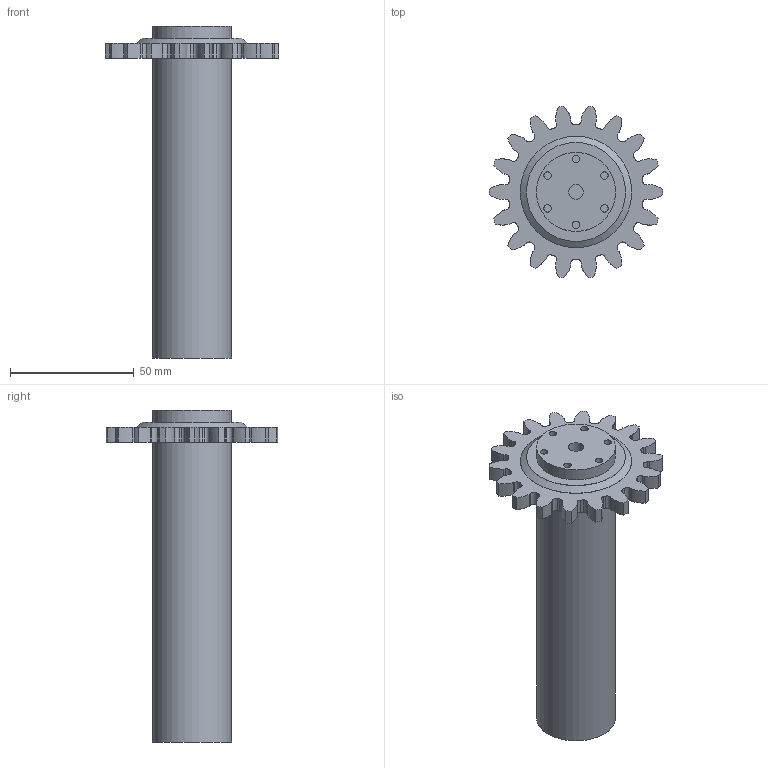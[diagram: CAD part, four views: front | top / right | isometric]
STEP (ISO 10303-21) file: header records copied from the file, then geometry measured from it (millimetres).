
FILE_DESCRIPTION(/* description */ ('','CAx-IF Rec.Pracs.---Representation and Presentation of Product Manufacturing Information (PMI)---4.0---2014-10-13'),/* implementation_level */ '2;1');
FILE_NAME(/* name */ 'gear stamp.step',/* time_stamp */ '2025-02-21T11:01:52+08:00',/* author */ (''),/* organization */ (''),/* preprocessor_version */ 'ST-DEVELOPER v20',/* originating_system */ 'Autodesk Translation Framework v13.20.0.188',/* authorisation */ '');
FILE_SCHEMA (('AP242_MANAGED_MODEL_BASED_3D_ENGINEERING_MIM_LF { 1 0 10303 442 1 1 4 }'));
Length unit declared in the file: millimetre
Products named in the file (3): redirection of arm test rig latest; Spur Gear (18 teeth); flange connector v2
Assembly tree (2 placements, depth 2):
  redirection of arm test rig latest
    Spur Gear (18 teeth)
    flange connector v2
Bounding box: 70 x 69.31 x 134 mm (x, y, z)
Volume: 112616.6 mm3; surface area: 31115 mm2
Topology: 1 solids, 1 shells, 182 faces, 487 edges, 324 vertices
Faces by surface type: cylinder 90, plane 55, bspline 36, cone 1
Full cylindrical faces by diameter (mm): 3 x12, 6 x2, 31.9 x2, 40 x1, 45 x1
Entity records: 16277 total; most frequent: CARTESIAN_POINT 11780, ORIENTED_EDGE 974, DIRECTION 897, EDGE_CURVE 487, AXIS2_PLACEMENT_3D 331, VERTEX_POINT 324, LINE 235, VECTOR 235
